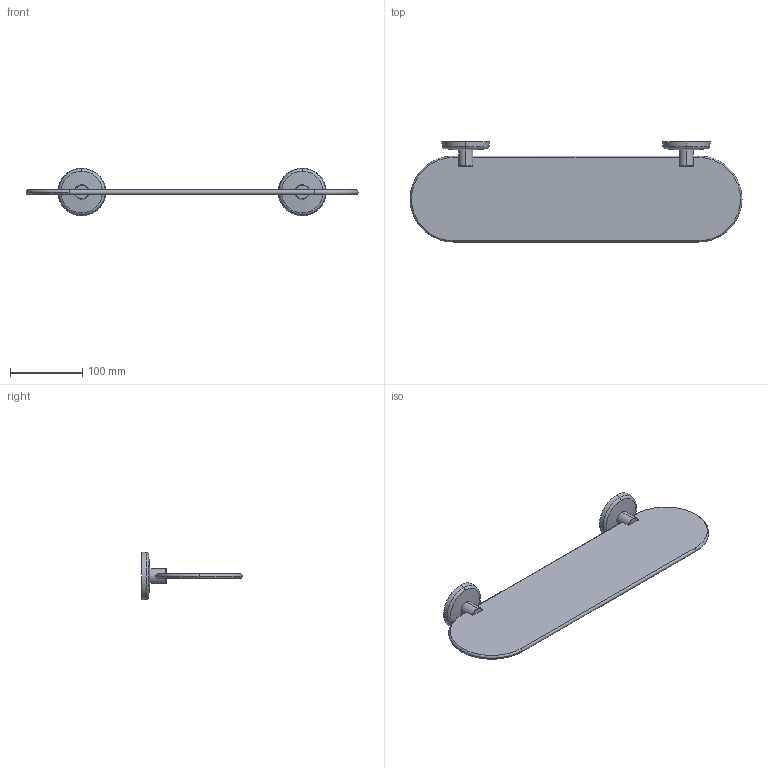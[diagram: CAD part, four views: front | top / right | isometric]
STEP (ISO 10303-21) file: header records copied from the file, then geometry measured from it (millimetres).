
FILE_DESCRIPTION((''),'2;1');
FILE_NAME('0334T-18_WEB','2010-09-28T',('project'),(''),'PRO/ENGINEER BY PARAMETRIC TECHNOLOGY CORPORATION, 2009300','PRO/ENGINEER BY PARAMETRIC TECHNOLOGY CORPORATION, 2009300','');
FILE_SCHEMA(('CONFIG_CONTROL_DESIGN'));
Length unit declared in the file: inch
Products named in the file (1): 0334T-18_WEB
Bounding box: 459 x 138.41 x 66 mm (x, y, z)
Volume: 353798.6 mm3; surface area: 128938.6 mm2
Topology: 1 solids, 1 shells, 433 faces, 1178 edges, 761 vertices
Faces by surface type: plane 178, cylinder 136, bspline 56, torus 41, sphere 14, cone 8
Full cylindrical faces by diameter (mm): 7.976 x2
Entity records: 17189 total; most frequent: CARTESIAN_POINT 6610, ORIENTED_EDGE 2340, DIRECTION 2055, EDGE_CURVE 1170, AXIS2_PLACEMENT_3D 816, VERTEX_POINT 765, EDGE_LOOP 467, CIRCLE 439
